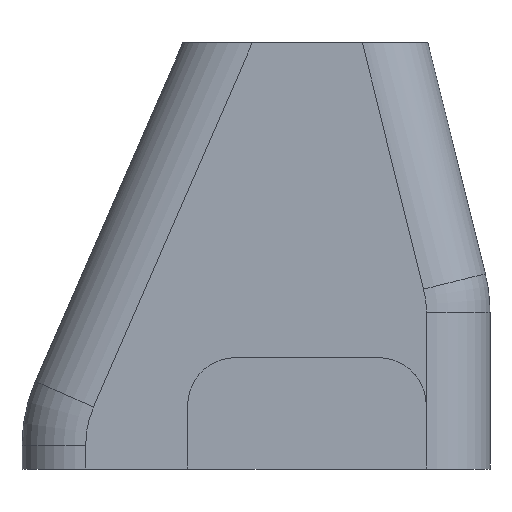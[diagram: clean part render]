
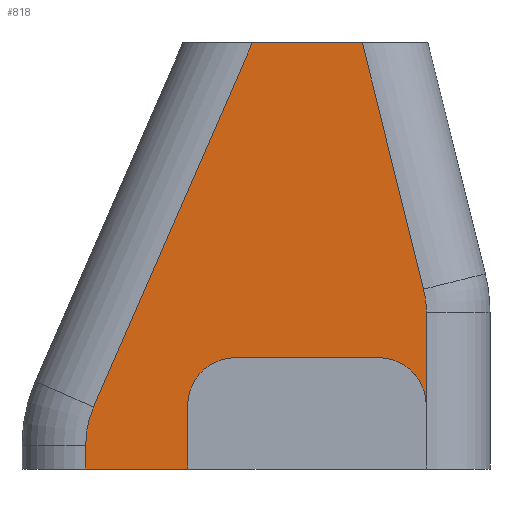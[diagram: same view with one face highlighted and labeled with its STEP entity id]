
A CAD part, left-side view. The second image highlights one B-rep face of the part: STEP entity #818.
In plain terms, the highlighted planar face has unit normal (-1, 0, 0).
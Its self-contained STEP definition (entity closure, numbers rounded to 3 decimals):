
#39=PLANE('',#901);
#64=LINE('',#1198,#147);
#78=LINE('',#1247,#161);
#88=LINE('',#1268,#171);
#91=LINE('',#1275,#174);
#93=LINE('',#1281,#176);
#94=LINE('',#1285,#177);
#95=LINE('',#1288,#178);
#96=LINE('',#1289,#179);
#147=VECTOR('',#969,10.);
#161=VECTOR('',#1021,10.);
#171=VECTOR('',#1035,10.);
#174=VECTOR('',#1042,10.);
#176=VECTOR('',#1048,10.);
#177=VECTOR('',#1051,10.);
#178=VECTOR('',#1054,10.);
#179=VECTOR('',#1055,10.);
#255=FACE_OUTER_BOUND('',#303,.T.);
#303=EDGE_LOOP('',(#637,#638,#639,#640,#641,#642,#643,#644,#645,#646,#647,
#648));
#337=CIRCLE('',#866,6.);
#353=CIRCLE('',#890,6.);
#356=CIRCLE('',#902,3.);
#357=CIRCLE('',#903,3.);
#362=VERTEX_POINT('',#1174);
#363=VERTEX_POINT('',#1176);
#370=VERTEX_POINT('',#1196);
#380=VERTEX_POINT('',#1226);
#383=VERTEX_POINT('',#1231);
#386=VERTEX_POINT('',#1246);
#395=VERTEX_POINT('',#1266);
#397=VERTEX_POINT('',#1274);
#399=VERTEX_POINT('',#1280);
#400=VERTEX_POINT('',#1282);
#401=VERTEX_POINT('',#1284);
#402=VERTEX_POINT('',#1287);
#436=EDGE_CURVE('',#362,#363,#337,.T.);
#447=EDGE_CURVE('',#370,#362,#64,.T.);
#464=EDGE_CURVE('',#383,#380,#353,.T.);
#471=EDGE_CURVE('',#380,#386,#78,.T.);
#482=EDGE_CURVE('',#370,#395,#88,.T.);
#485=EDGE_CURVE('',#363,#397,#91,.T.);
#488=EDGE_CURVE('',#395,#399,#93,.T.);
#489=EDGE_CURVE('',#400,#399,#356,.T.);
#490=EDGE_CURVE('',#400,#401,#94,.T.);
#491=EDGE_CURVE('',#386,#401,#357,.T.);
#492=EDGE_CURVE('',#402,#383,#95,.T.);
#493=EDGE_CURVE('',#402,#397,#96,.T.);
#637=ORIENTED_EDGE('',*,*,#436,.F.);
#638=ORIENTED_EDGE('',*,*,#447,.F.);
#639=ORIENTED_EDGE('',*,*,#482,.T.);
#640=ORIENTED_EDGE('',*,*,#488,.T.);
#641=ORIENTED_EDGE('',*,*,#489,.F.);
#642=ORIENTED_EDGE('',*,*,#490,.T.);
#643=ORIENTED_EDGE('',*,*,#491,.F.);
#644=ORIENTED_EDGE('',*,*,#471,.F.);
#645=ORIENTED_EDGE('',*,*,#464,.F.);
#646=ORIENTED_EDGE('',*,*,#492,.F.);
#647=ORIENTED_EDGE('',*,*,#493,.T.);
#648=ORIENTED_EDGE('',*,*,#485,.F.);
#818=ADVANCED_FACE('',(#255),#39,.T.);
#866=AXIS2_PLACEMENT_3D('',#1177,#944,#945);
#890=AXIS2_PLACEMENT_3D('',#1233,#1004,#1005);
#901=AXIS2_PLACEMENT_3D('',#1279,#1046,#1047);
#902=AXIS2_PLACEMENT_3D('',#1283,#1049,#1050);
#903=AXIS2_PLACEMENT_3D('',#1286,#1052,#1053);
#944=DIRECTION('center_axis',(1.,0.,0.));
#945=DIRECTION('ref_axis',(0.,0.979,0.204));
#969=DIRECTION('',(0.,0.,1.));
#1004=DIRECTION('center_axis',(1.,0.,0.));
#1005=DIRECTION('ref_axis',(0.,-0.993,0.121));
#1021=DIRECTION('',(0.,0.,-1.));
#1035=DIRECTION('',(0.,-1.,0.));
#1042=DIRECTION('',(0.,-0.4,0.917));
#1046=DIRECTION('center_axis',(-1.,0.,0.));
#1047=DIRECTION('ref_axis',(0.,0.,1.));
#1048=DIRECTION('',(0.,0.,1.));
#1049=DIRECTION('center_axis',(-1.,0.,0.));
#1050=DIRECTION('ref_axis',(0.,0.707,0.707));
#1051=DIRECTION('',(0.,-1.,0.));
#1052=DIRECTION('center_axis',(-1.,0.,0.));
#1053=DIRECTION('ref_axis',(0.,-0.707,0.707));
#1054=DIRECTION('',(0.,-0.241,-0.971));
#1055=DIRECTION('',(0.,1.,0.));
#1174=CARTESIAN_POINT('',(-19.7,20.832,-12.106));
#1176=CARTESIAN_POINT('',(-19.7,20.332,-9.708));
#1177=CARTESIAN_POINT('Origin',(-19.7,14.832,-12.106));
#1196=CARTESIAN_POINT('',(-19.7,20.832,-13.608));
#1198=CARTESIAN_POINT('',(-19.7,20.832,-7.665));
#1226=CARTESIAN_POINT('',(-19.7,-0.576,-3.751));
#1231=CARTESIAN_POINT('',(-19.7,-0.399,-2.305));
#1233=CARTESIAN_POINT('Origin',(-19.7,5.424,-3.751));
#1246=CARTESIAN_POINT('',(-19.7,-0.576,-9.608));
#1247=CARTESIAN_POINT('',(-19.7,-0.576,-1.625));
#1266=CARTESIAN_POINT('',(-19.7,14.424,-13.608));
#1268=CARTESIAN_POINT('',(-19.7,1.026,-13.608));
#1274=CARTESIAN_POINT('',(-19.7,10.36,13.164));
#1275=CARTESIAN_POINT('',(-19.7,19.248,-7.221));
#1279=CARTESIAN_POINT('Origin',(-19.7,9.628,-0.722));
#1280=CARTESIAN_POINT('',(-19.7,14.424,-9.608));
#1281=CARTESIAN_POINT('',(-19.7,14.424,-3.665));
#1282=CARTESIAN_POINT('',(-19.7,11.424,-6.608));
#1283=CARTESIAN_POINT('Origin',(-19.7,11.424,-9.608));
#1284=CARTESIAN_POINT('',(-19.7,2.424,-6.608));
#1285=CARTESIAN_POINT('',(-19.7,4.526,-6.608));
#1286=CARTESIAN_POINT('Origin',(-19.7,2.424,-9.608));
#1287=CARTESIAN_POINT('',(-19.7,3.443,13.164));
#1288=CARTESIAN_POINT('',(-19.7,1.879,6.866));
#1289=CARTESIAN_POINT('',(-19.7,4.475,13.164));
